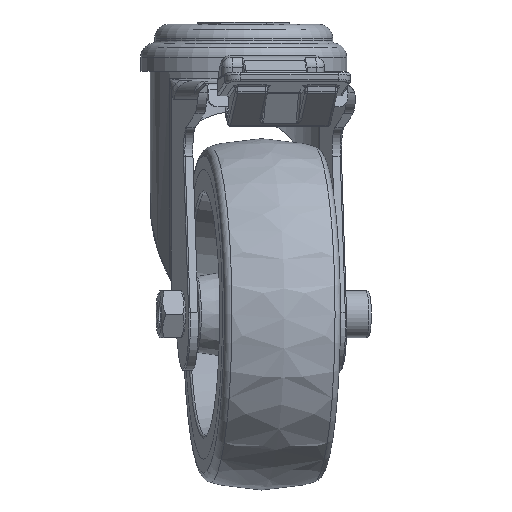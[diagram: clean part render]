
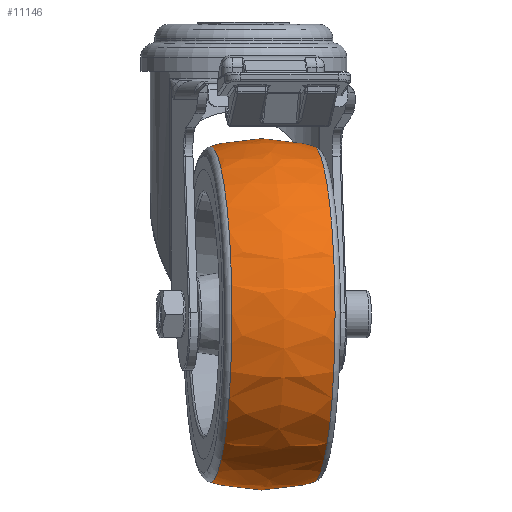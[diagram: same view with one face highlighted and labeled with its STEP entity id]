
A CAD part, left-side view. The second image highlights one B-rep face of the part: STEP entity #11146.
In plain terms, the highlighted spherical face has radius 37.5 mm.
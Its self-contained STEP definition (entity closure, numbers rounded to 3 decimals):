
#11112=CARTESIAN_POINT('',(-11.092,35.822,0.0));
#11113=VERTEX_POINT('',#11112);
#11114=CARTESIAN_POINT('',(-11.092,0.0,0.0));
#11115=DIRECTION('',(1.0,0.0,0.0));
#11116=DIRECTION('',(0.0,1.0,0.0));
#11117=AXIS2_PLACEMENT_3D('',#11114,#11115,#11116);
#11118=CIRCLE('',#11117,35.822);
#11119=EDGE_CURVE('',#11113,#11113,#11118,.T.);
#11127=CARTESIAN_POINT('',(0.0,0.0,0.0));
#11128=DIRECTION('',(0.0,0.0,1.0));
#11129=DIRECTION('',(1.0,0.0,0.0));
#11130=AXIS2_PLACEMENT_3D('',#11127,#11128,#11129);
#11131=SPHERICAL_SURFACE('',#11130,37.5);
#11132=CARTESIAN_POINT('',(11.092,35.822,0.0));
#11133=VERTEX_POINT('',#11132);
#11134=CARTESIAN_POINT('',(11.092,0.0,0.0));
#11135=DIRECTION('',(1.0,0.0,0.0));
#11136=DIRECTION('',(0.0,1.0,0.0));
#11137=AXIS2_PLACEMENT_3D('',#11134,#11135,#11136);
#11138=CIRCLE('',#11137,35.822);
#11139=EDGE_CURVE('',#11133,#11133,#11138,.T.);
#11140=ORIENTED_EDGE('',*,*,#11139,.F.);
#11141=EDGE_LOOP('',(#11140));
#11142=FACE_OUTER_BOUND('',#11141,.T.);
#11143=ORIENTED_EDGE('',*,*,#11119,.T.);
#11144=EDGE_LOOP('',(#11143));
#11145=FACE_BOUND('',#11144,.T.);
#11146=ADVANCED_FACE('',(#11142,#11145),#11131,.T.);
